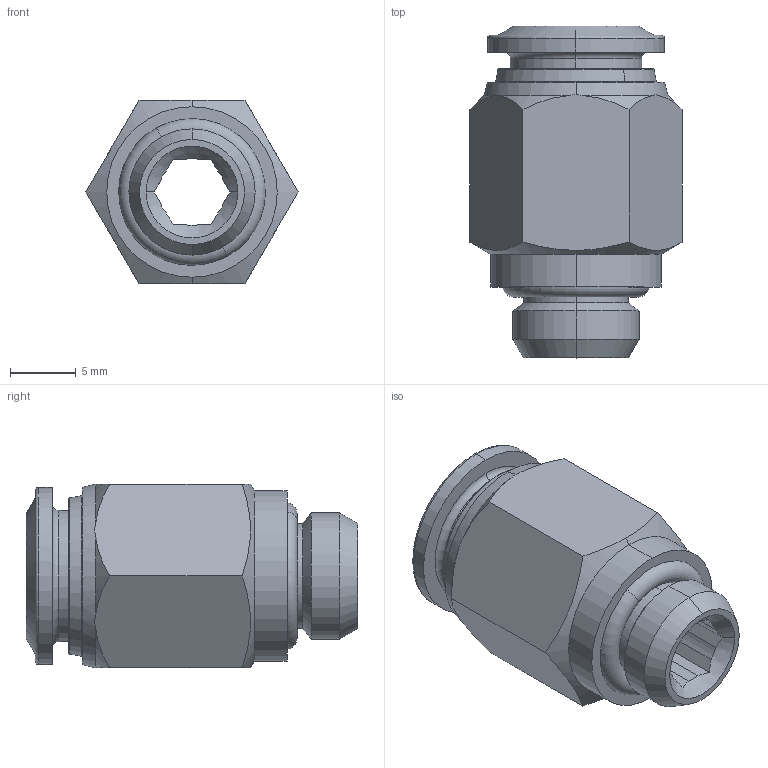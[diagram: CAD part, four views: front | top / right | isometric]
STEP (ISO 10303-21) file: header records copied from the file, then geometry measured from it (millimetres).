
FILE_DESCRIPTION (( 'STEP AP214' ), '1' );
FILE_NAME ('7002000005A.STEP', '2024-10-22T12:42:05', ( '' ), ( '' ), 'SwSTEP 2.0', 'SolidWorks 2020', '' );
FILE_SCHEMA (( 'AUTOMOTIVE_DESIGN' ));
Length unit declared in the file: millimetre
Products named in the file (1): 7002000005A
Bounding box: 16.17 x 25.3 x 14 mm (x, y, z)
Volume: 2265.7 mm3; surface area: 1976.6 mm2
Topology: 1 solids, 1 shells, 77 faces, 188 edges, 118 vertices
Faces by surface type: cone 26, plane 25, cylinder 18, torus 8
Entity records: 3303 total; most frequent: CARTESIAN_POINT 640, ORIENTED_EDGE 376, DIRECTION 372, EDGE_CURVE 188, AXIS2_PLACEMENT_3D 158, VERTEX_POINT 118, EDGE_LOOP 84, CIRCLE 80
